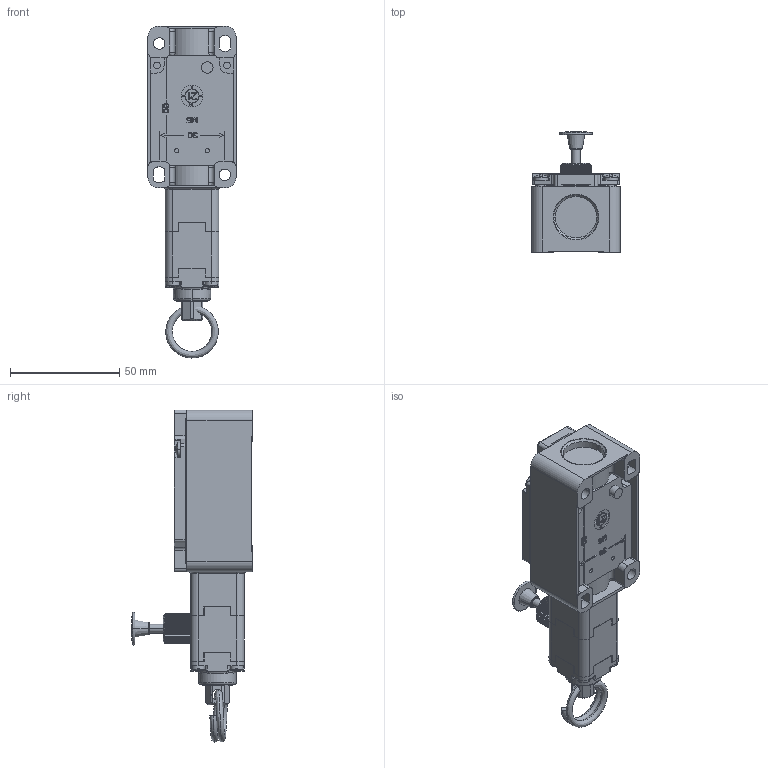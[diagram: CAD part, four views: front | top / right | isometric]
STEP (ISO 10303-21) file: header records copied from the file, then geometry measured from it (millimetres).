
FILE_DESCRIPTION((''),'2;1');
FILE_NAME('E40008TBM_ASM','2021-12-17T',('alessandro.buglione'),(''),'PRO/ENGINEER BY PARAMETRIC TECHNOLOGY CORPORATION, 2011080','PRO/ENGINEER BY PARAMETRIC TECHNOLOGY CORPORATION, 2011080','');
FILE_SCHEMA(('CONFIG_CONTROL_DESIGN'));
Length unit declared in the file: millimetre
Products named in the file (21): 880004_X_CLIENTE; 880017_CLIENTE; 880239; 881835; 880246; 880453; 881825_A; 890028; 880459; 881816_1; 880454; 880186_A; 880170; 881822; 881824_A; 881821; 881823; GRPPOFISSAGGIOPERNO_ASM; 880496_1_ASM; 881838; E40008TBM_ASM
Assembly tree (26 placements, depth 4):
  E40008TBM_ASM
    880004_X_CLIENTE
    880017_CLIENTE
    880239  x3
    880496_1_ASM
      881835
      880246  x2
      880453
      881825_A
      890028
      880459
      881816_1
      880454
      880186_A
      880170
      GRPPOFISSAGGIOPERNO_ASM
        881822
        881824_A
        881821
        881823
    881838  x4
Bounding box: 40.3 x 55.25 x 151.7 mm (x, y, z)
Volume: 112137.3 mm3; surface area: 49057 mm2
Topology: 25 solids, 38 shells, 1714 faces, 4533 edges, 2939 vertices
Faces by surface type: plane 986, cylinder 464, cone 156, torus 62, bspline 26, sphere 20
Entity records: 55226 total; most frequent: CARTESIAN_POINT 16298, ORIENTED_EDGE 8084, DIRECTION 8008, EDGE_CURVE 4054, AXIS2_PLACEMENT_3D 2694, VERTEX_POINT 2627, VECTOR 2620, LINE 2620
